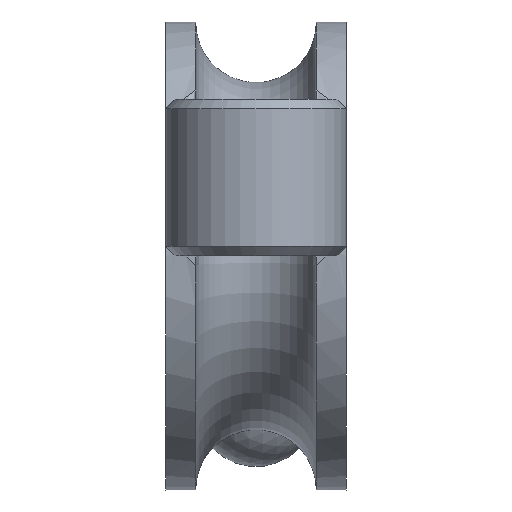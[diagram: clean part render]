
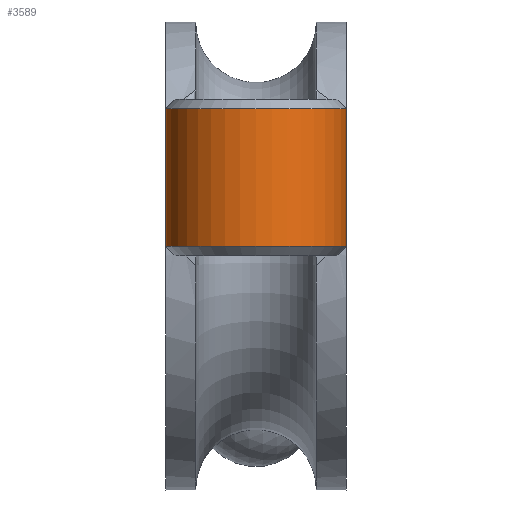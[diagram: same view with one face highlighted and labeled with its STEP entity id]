
A CAD part, left-side view. The second image highlights one B-rep face of the part: STEP entity #3589.
In plain terms, the highlighted cylindrical face has radius 7.5 mm (diameter 15 mm), a partial arc.
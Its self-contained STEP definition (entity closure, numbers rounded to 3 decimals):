
#1626 = PLANE('',#1627);
#1627 = AXIS2_PLACEMENT_3D('',#1628,#1629,#1630);
#1628 = CARTESIAN_POINT('',(148.312,-284.5,42.513));
#1629 = DIRECTION('',(0.,1.,0.));
#1630 = DIRECTION('',(-1.,0.,0.));
#2207 = PLANE('',#2208);
#2208 = AXIS2_PLACEMENT_3D('',#2209,#2210,#2211);
#2209 = CARTESIAN_POINT('',(148.312,-299.5,42.513));
#2210 = DIRECTION('',(0.,-1.,0.));
#2211 = DIRECTION('',(0.,0.,1.));
#2890 = CONICAL_SURFACE('',#2891,7.5,0.785);
#2891 = AXIS2_PLACEMENT_3D('',#2892,#2893,#2894);
#2892 = CARTESIAN_POINT('',(128.6,-292.,42.3));
#2893 = DIRECTION('',(0.,0.,1.));
#2894 = DIRECTION('',(0.,1.,
    0.));
#2929 = VERTEX_POINT('',#2930);
#2930 = CARTESIAN_POINT('',(128.6,-284.5,42.3));
#2974 = EDGE_CURVE('',#2929,#2975,#2977,.T.);
#2975 = VERTEX_POINT('',#2976);
#2976 = CARTESIAN_POINT('',(128.6,-284.5,53.7));
#2977 = SURFACE_CURVE('',#2978,(#2982,#2989),.PCURVE_S1.);
#2978 = LINE('',#2979,#2980);
#2979 = CARTESIAN_POINT('',(128.6,-284.5,41.5));
#2980 = VECTOR('',#2981,1.);
#2981 = DIRECTION('',(0.,0.,1.));
#2982 = PCURVE('',#1626,#2983);
#2983 = DEFINITIONAL_REPRESENTATION('',(#2984),#2988);
#2984 = LINE('',#2985,#2986);
#2985 = CARTESIAN_POINT('',(19.712,-1.013));
#2986 = VECTOR('',#2987,1.);
#2987 = DIRECTION('',(0.,1.));
#2988 = ( GEOMETRIC_REPRESENTATION_CONTEXT(2) 
PARAMETRIC_REPRESENTATION_CONTEXT() REPRESENTATION_CONTEXT('2D SPACE',''
  ) );
#2989 = PCURVE('',#2990,#2995);
#2990 = CYLINDRICAL_SURFACE('',#2991,7.5);
#2991 = AXIS2_PLACEMENT_3D('',#2992,#2993,#2994);
#2992 = CARTESIAN_POINT('',(128.6,-292.,41.5));
#2993 = DIRECTION('',(0.,0.,-1.));
#2994 = DIRECTION('',(1.,0.,0.));
#2995 = DEFINITIONAL_REPRESENTATION('',(#2996),#3000);
#2996 = LINE('',#2997,#2998);
#2997 = CARTESIAN_POINT('',(-1.571,0.));
#2998 = VECTOR('',#2999,1.);
#2999 = DIRECTION('',(-0.,-1.));
#3000 = ( GEOMETRIC_REPRESENTATION_CONTEXT(2) 
PARAMETRIC_REPRESENTATION_CONTEXT() REPRESENTATION_CONTEXT('2D SPACE',''
  ) );
#3181 = CONICAL_SURFACE('',#3182,7.5,0.785);
#3182 = AXIS2_PLACEMENT_3D('',#3183,#3184,#3185);
#3183 = CARTESIAN_POINT('',(128.6,-292.,53.7));
#3184 = DIRECTION('',(0.,0.,-1.));
#3185 = DIRECTION('',(0.,1.,
    0.));
#3347 = VERTEX_POINT('',#3348);
#3348 = CARTESIAN_POINT('',(128.6,-299.5,42.3));
#3395 = EDGE_CURVE('',#3347,#3396,#3398,.T.);
#3396 = VERTEX_POINT('',#3397);
#3397 = CARTESIAN_POINT('',(128.6,-299.5,53.7));
#3398 = SURFACE_CURVE('',#3399,(#3403,#3410),.PCURVE_S1.);
#3399 = LINE('',#3400,#3401);
#3400 = CARTESIAN_POINT('',(128.6,-299.5,41.5));
#3401 = VECTOR('',#3402,1.);
#3402 = DIRECTION('',(0.,0.,1.));
#3403 = PCURVE('',#2207,#3404);
#3404 = DEFINITIONAL_REPRESENTATION('',(#3405),#3409);
#3405 = LINE('',#3406,#3407);
#3406 = CARTESIAN_POINT('',(-1.013,19.712));
#3407 = VECTOR('',#3408,1.);
#3408 = DIRECTION('',(1.,0.));
#3409 = ( GEOMETRIC_REPRESENTATION_CONTEXT(2) 
PARAMETRIC_REPRESENTATION_CONTEXT() REPRESENTATION_CONTEXT('2D SPACE',''
  ) );
#3410 = PCURVE('',#2990,#3411);
#3411 = DEFINITIONAL_REPRESENTATION('',(#3412),#3416);
#3412 = LINE('',#3413,#3414);
#3413 = CARTESIAN_POINT('',(-4.712,0.));
#3414 = VECTOR('',#3415,1.);
#3415 = DIRECTION('',(-0.,-1.));
#3416 = ( GEOMETRIC_REPRESENTATION_CONTEXT(2) 
PARAMETRIC_REPRESENTATION_CONTEXT() REPRESENTATION_CONTEXT('2D SPACE',''
  ) );
#3561 = EDGE_CURVE('',#2929,#3347,#3562,.T.);
#3562 = SURFACE_CURVE('',#3563,(#3568,#3575),.PCURVE_S1.);
#3563 = CIRCLE('',#3564,7.5);
#3564 = AXIS2_PLACEMENT_3D('',#3565,#3566,#3567);
#3565 = CARTESIAN_POINT('',(128.6,-292.,42.3));
#3566 = DIRECTION('',(0.,0.,1.));
#3567 = DIRECTION('',(0.,1.,
    0.));
#3568 = PCURVE('',#2890,#3569);
#3569 = DEFINITIONAL_REPRESENTATION('',(#3570),#3574);
#3570 = LINE('',#3571,#3572);
#3571 = CARTESIAN_POINT('',(0.,0.));
#3572 = VECTOR('',#3573,1.);
#3573 = DIRECTION('',(1.,0.));
#3574 = ( GEOMETRIC_REPRESENTATION_CONTEXT(2) 
PARAMETRIC_REPRESENTATION_CONTEXT() REPRESENTATION_CONTEXT('2D SPACE',''
  ) );
#3575 = PCURVE('',#2990,#3576);
#3576 = DEFINITIONAL_REPRESENTATION('',(#3577),#3581);
#3577 = LINE('',#3578,#3579);
#3578 = CARTESIAN_POINT('',(-1.571,-0.8));
#3579 = VECTOR('',#3580,1.);
#3580 = DIRECTION('',(-1.,0.));
#3581 = ( GEOMETRIC_REPRESENTATION_CONTEXT(2) 
PARAMETRIC_REPRESENTATION_CONTEXT() REPRESENTATION_CONTEXT('2D SPACE',''
  ) );
#3589 = ADVANCED_FACE('',(#3590),#2990,.T.);
#3590 = FACE_BOUND('',#3591,.F.);
#3591 = EDGE_LOOP('',(#3592,#3593,#3615,#3616));
#3592 = ORIENTED_EDGE('',*,*,#2974,.T.);
#3593 = ORIENTED_EDGE('',*,*,#3594,.T.);
#3594 = EDGE_CURVE('',#2975,#3396,#3595,.T.);
#3595 = SURFACE_CURVE('',#3596,(#3601,#3608),.PCURVE_S1.);
#3596 = CIRCLE('',#3597,7.5);
#3597 = AXIS2_PLACEMENT_3D('',#3598,#3599,#3600);
#3598 = CARTESIAN_POINT('',(128.6,-292.,53.7));
#3599 = DIRECTION('',(0.,0.,1.));
#3600 = DIRECTION('',(0.,1.,
    0.));
#3601 = PCURVE('',#2990,#3602);
#3602 = DEFINITIONAL_REPRESENTATION('',(#3603),#3607);
#3603 = LINE('',#3604,#3605);
#3604 = CARTESIAN_POINT('',(-1.571,-12.2));
#3605 = VECTOR('',#3606,1.);
#3606 = DIRECTION('',(-1.,0.));
#3607 = ( GEOMETRIC_REPRESENTATION_CONTEXT(2) 
PARAMETRIC_REPRESENTATION_CONTEXT() REPRESENTATION_CONTEXT('2D SPACE',''
  ) );
#3608 = PCURVE('',#3181,#3609);
#3609 = DEFINITIONAL_REPRESENTATION('',(#3610),#3614);
#3610 = LINE('',#3611,#3612);
#3611 = CARTESIAN_POINT('',(-0.,0.));
#3612 = VECTOR('',#3613,1.);
#3613 = DIRECTION('',(-1.,0.));
#3614 = ( GEOMETRIC_REPRESENTATION_CONTEXT(2) 
PARAMETRIC_REPRESENTATION_CONTEXT() REPRESENTATION_CONTEXT('2D SPACE',''
  ) );
#3615 = ORIENTED_EDGE('',*,*,#3395,.F.);
#3616 = ORIENTED_EDGE('',*,*,#3561,.F.);
